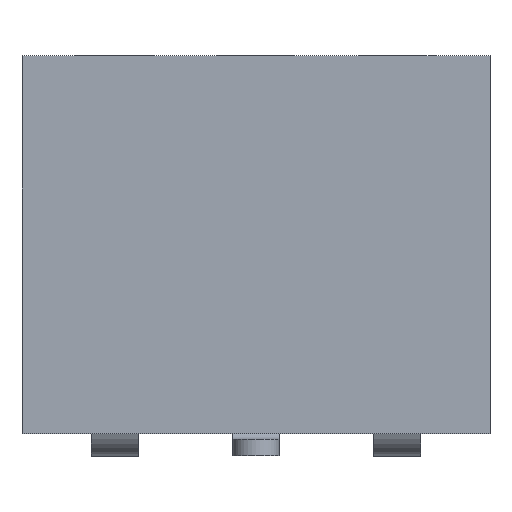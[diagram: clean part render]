
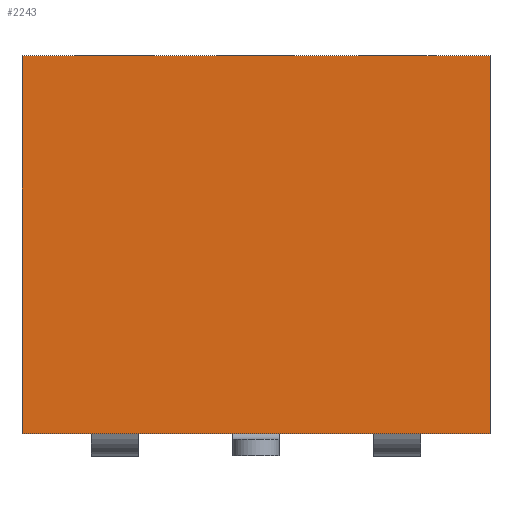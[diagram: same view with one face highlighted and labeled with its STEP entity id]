
A CAD part, top view. The second image highlights one B-rep face of the part: STEP entity #2243.
In plain terms, the highlighted planar face has unit normal (0, 0, 1).
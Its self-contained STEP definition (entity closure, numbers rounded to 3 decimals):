
#158=FACE_OUTER_BOUND('',#296,.T.);
#296=EDGE_LOOP('',(#1522,#1523,#1524,#1525));
#437=LINE('',#3277,#693);
#441=LINE('',#3285,#697);
#463=LINE('',#3328,#719);
#464=LINE('',#3330,#720);
#693=VECTOR('',#2613,4.21);
#697=VECTOR('',#2619,3.4);
#719=VECTOR('',#2649,3.4);
#720=VECTOR('',#2652,4.21);
#947=VERTEX_POINT('',#3271);
#949=VERTEX_POINT('',#3275);
#952=VERTEX_POINT('',#3284);
#969=VERTEX_POINT('',#3326);
#1151=EDGE_CURVE('',#947,#949,#437,.T.);
#1155=EDGE_CURVE('',#947,#952,#441,.T.);
#1177=EDGE_CURVE('',#949,#969,#463,.T.);
#1178=EDGE_CURVE('',#952,#969,#464,.T.);
#1522=ORIENTED_EDGE('',*,*,#1151,.T.);
#1523=ORIENTED_EDGE('',*,*,#1177,.T.);
#1524=ORIENTED_EDGE('',*,*,#1178,.F.);
#1525=ORIENTED_EDGE('',*,*,#1155,.F.);
#2141=PLANE('',#2405);
#2243=ADVANCED_FACE('',(#158),#2141,.T.);
#2405=AXIS2_PLACEMENT_3D('',#3329,#2650,#2651);
#2613=DIRECTION('',(1.,0.,0.));
#2619=DIRECTION('',(0.,1.,0.));
#2649=DIRECTION('',(0.,1.,0.));
#2650=DIRECTION('center_axis',(0.,0.,1.));
#2651=DIRECTION('ref_axis',(1.,0.,0.));
#2652=DIRECTION('',(1.,0.,0.));
#3271=CARTESIAN_POINT('',(-2.105,0.,0.9));
#3275=CARTESIAN_POINT('',(2.105,0.,0.9));
#3277=CARTESIAN_POINT('',(-2.105,0.,0.9));
#3284=CARTESIAN_POINT('',(-2.105,3.4,0.9));
#3285=CARTESIAN_POINT('',(-2.105,0.,0.9));
#3326=CARTESIAN_POINT('',(2.105,3.4,0.9));
#3328=CARTESIAN_POINT('',(2.105,0.,0.9));
#3329=CARTESIAN_POINT('Origin',(-2.105,0.,0.9));
#3330=CARTESIAN_POINT('',(-2.105,3.4,0.9));
